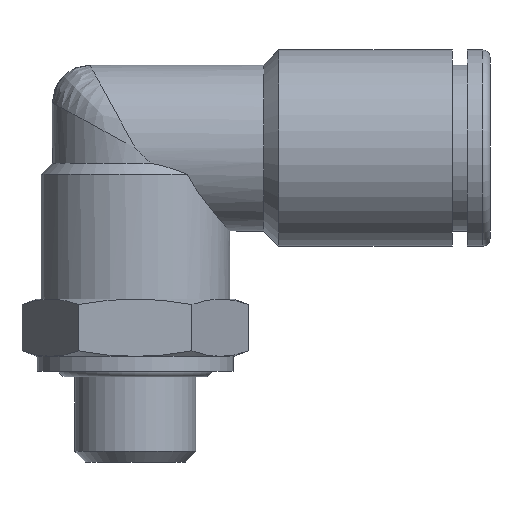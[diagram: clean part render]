
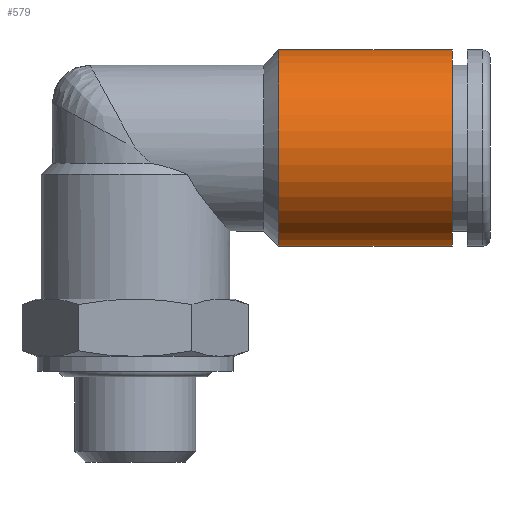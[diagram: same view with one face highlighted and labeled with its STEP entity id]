
A CAD part, front view. The second image highlights one B-rep face of the part: STEP entity #579.
In plain terms, the highlighted cylindrical face has radius 6.5 mm (diameter 13 mm), a full revolution.
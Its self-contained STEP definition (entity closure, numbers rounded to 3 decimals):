
#86=CYLINDRICAL_SURFACE('',#655,6.5);
#108=FACE_BOUND('',#197,.T.);
#133=FACE_OUTER_BOUND('',#196,.T.);
#196=EDGE_LOOP('',(#441));
#197=EDGE_LOOP('',(#442));
#236=CIRCLE('',#633,6.5);
#243=CIRCLE('',#654,6.5);
#271=VERTEX_POINT('',#903);
#286=VERTEX_POINT('',#1068);
#324=EDGE_CURVE('',#271,#271,#236,.T.);
#342=EDGE_CURVE('',#286,#286,#243,.T.);
#441=ORIENTED_EDGE('',*,*,#324,.T.);
#442=ORIENTED_EDGE('',*,*,#342,.F.);
#579=ADVANCED_FACE('',(#133,#108),#86,.T.);
#633=AXIS2_PLACEMENT_3D('',#904,#740,#741);
#654=AXIS2_PLACEMENT_3D('',#1069,#782,#783);
#655=AXIS2_PLACEMENT_3D('',#1070,#784,#785);
#740=DIRECTION('center_axis',(-1.,0.,0.));
#741=DIRECTION('ref_axis',(0.,0.,1.));
#782=DIRECTION('center_axis',(-1.,0.,0.));
#783=DIRECTION('ref_axis',(0.,0.,1.));
#784=DIRECTION('center_axis',(-1.,0.,0.));
#785=DIRECTION('ref_axis',(0.,0.,1.));
#903=CARTESIAN_POINT('',(21.,0.,14.3));
#904=CARTESIAN_POINT('Origin',(21.,0.,20.8));
#1068=CARTESIAN_POINT('',(9.5,0.,14.3));
#1069=CARTESIAN_POINT('Origin',(9.5,0.,20.8));
#1070=CARTESIAN_POINT('Origin',(23.5,0.,20.8));
